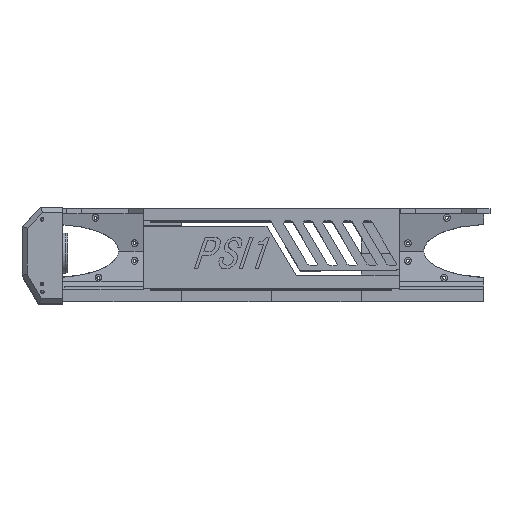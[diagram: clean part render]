
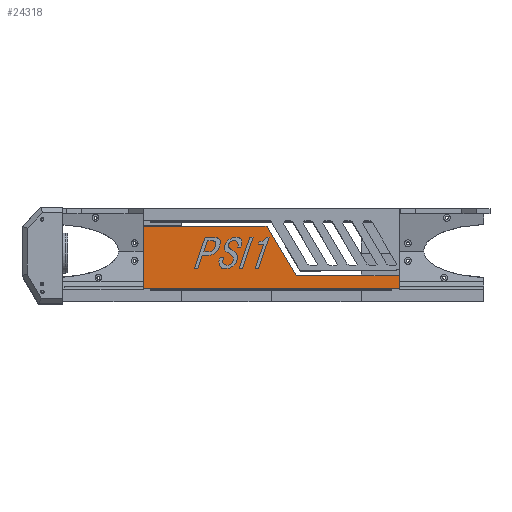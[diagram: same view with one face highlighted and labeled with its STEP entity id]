
A CAD part, top view. The second image highlights one B-rep face of the part: STEP entity #24318.
In plain terms, the highlighted planar face has unit normal (0, 0, 1).
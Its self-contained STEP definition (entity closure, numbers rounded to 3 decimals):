
#961=CIRCLE('',#26399,3.);
#3427=FACE_OUTER_BOUND('',#5255,.T.);
#5255=EDGE_LOOP('',(#20959,#20960,#20961,#20962,#20963,#20964,#20965,#20966));
#7414=LINE('',#40552,#9662);
#7417=LINE('',#40558,#9665);
#7420=LINE('',#40564,#9668);
#7423=LINE('',#40570,#9671);
#7426=LINE('',#40576,#9674);
#7429=LINE('',#40582,#9677);
#7432=LINE('',#40587,#9680);
#9662=VECTOR('',#32068,10.);
#9665=VECTOR('',#32073,10.);
#9668=VECTOR('',#32078,10.);
#9671=VECTOR('',#32083,10.);
#9674=VECTOR('',#32088,10.);
#9677=VECTOR('',#32093,10.);
#9680=VECTOR('',#32098,10.);
#11951=VERTEX_POINT('',#40542);
#11952=VERTEX_POINT('',#40543);
#11955=VERTEX_POINT('',#40551);
#11957=VERTEX_POINT('',#40557);
#11959=VERTEX_POINT('',#40563);
#11961=VERTEX_POINT('',#40569);
#11963=VERTEX_POINT('',#40575);
#11965=VERTEX_POINT('',#40581);
#15029=EDGE_CURVE('',#11951,#11952,#961,.T.);
#15033=EDGE_CURVE('',#11955,#11951,#7414,.T.);
#15036=EDGE_CURVE('',#11957,#11955,#7417,.T.);
#15039=EDGE_CURVE('',#11959,#11957,#7420,.T.);
#15042=EDGE_CURVE('',#11961,#11959,#7423,.T.);
#15045=EDGE_CURVE('',#11963,#11961,#7426,.T.);
#15048=EDGE_CURVE('',#11965,#11963,#7429,.T.);
#15051=EDGE_CURVE('',#11952,#11965,#7432,.T.);
#20959=ORIENTED_EDGE('',*,*,#15051,.F.);
#20960=ORIENTED_EDGE('',*,*,#15029,.F.);
#20961=ORIENTED_EDGE('',*,*,#15033,.F.);
#20962=ORIENTED_EDGE('',*,*,#15036,.F.);
#20963=ORIENTED_EDGE('',*,*,#15039,.F.);
#20964=ORIENTED_EDGE('',*,*,#15042,.F.);
#20965=ORIENTED_EDGE('',*,*,#15045,.F.);
#20966=ORIENTED_EDGE('',*,*,#15048,.F.);
#23118=PLANE('',#26409);
#24318=ADVANCED_FACE('',(#3427),#23118,.F.);
#26399=AXIS2_PLACEMENT_3D('',#40544,#32060,#32061);
#26409=AXIS2_PLACEMENT_3D('',#40590,#32102,#32103);
#32060=DIRECTION('center_axis',(0.,0.,-1.));
#32061=DIRECTION('ref_axis',(-0.012,1.,0.));
#32068=DIRECTION('',(1.,0.012,0.));
#32073=DIRECTION('',(1.,0.,0.));
#32078=DIRECTION('',(0.,1.,0.));
#32083=DIRECTION('',(-1.,0.,0.));
#32088=DIRECTION('',(0.,-1.,0.));
#32093=DIRECTION('',(1.,0.004,0.));
#32098=DIRECTION('',(0.507,-0.862,0.));
#32102=DIRECTION('center_axis',(0.,0.,-1.));
#32103=DIRECTION('ref_axis',(1.,0.,0.));
#40542=CARTESIAN_POINT('',(231.261,44.829,-49.983));
#40543=CARTESIAN_POINT('',(233.882,43.349,-49.983));
#40544=CARTESIAN_POINT('Origin',(231.296,41.829,-49.983));
#40551=CARTESIAN_POINT('',(217.703,44.67,-49.983));
#40552=CARTESIAN_POINT('',(217.703,44.67,-49.983));
#40557=CARTESIAN_POINT('',(14.,44.67,-49.983));
#40558=CARTESIAN_POINT('',(14.,44.67,-49.983));
#40563=CARTESIAN_POINT('',(14.,-65.75,-49.983));
#40564=CARTESIAN_POINT('',(14.,-65.75,-49.983));
#40569=CARTESIAN_POINT('',(466.6,-65.75,-49.983));
#40570=CARTESIAN_POINT('',(466.6,-65.75,-49.983));
#40575=CARTESIAN_POINT('',(466.6,-42.285,-49.983));
#40576=CARTESIAN_POINT('',(466.6,-42.285,-49.983));
#40581=CARTESIAN_POINT('',(284.676,-43.025,-49.983));
#40582=CARTESIAN_POINT('',(284.676,-43.025,-49.983));
#40587=CARTESIAN_POINT('',(233.882,43.349,-49.983));
#40590=CARTESIAN_POINT('Origin',(240.3,-10.461,-49.983));
